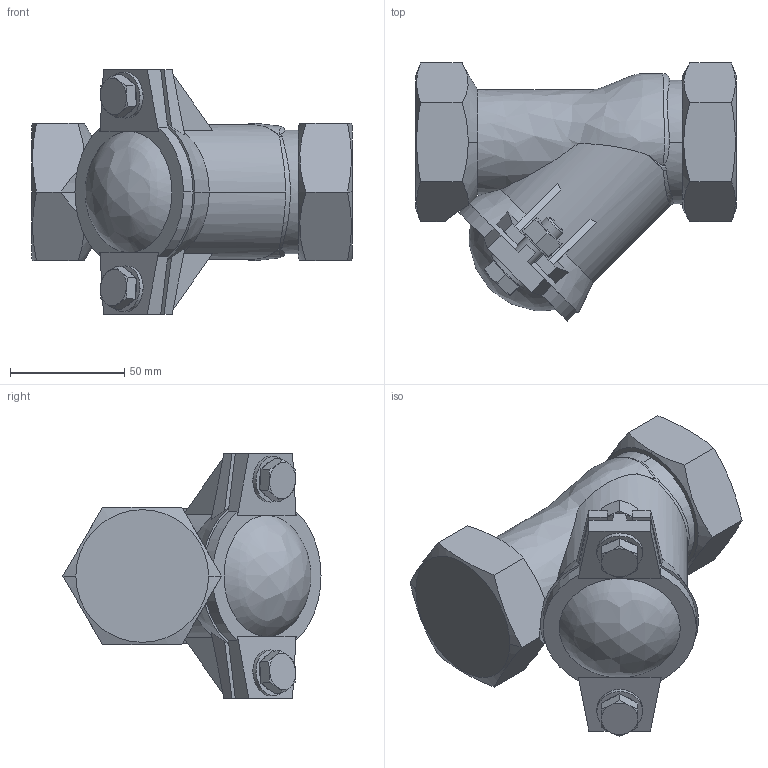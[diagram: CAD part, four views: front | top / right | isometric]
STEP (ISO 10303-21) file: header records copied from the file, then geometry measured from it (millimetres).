
FILE_DESCRIPTION (( 'STEP AP203' ), '1' );
FILE_NAME ('53032309007.STEP', '2014-06-04T08:43:25', ( '' ), ( '' ), 'SwSTEP 2.0', 'SolidWorks 2012', '' );
FILE_SCHEMA (( 'CONFIG_CONTROL_DESIGN' ));
Length unit declared in the file: millimetre
Products named in the file (1): 53032309007
Bounding box: 140 x 112.78 x 107.35 mm (x, y, z)
Volume: 521138.6 mm3; surface area: 54945.9 mm2
Topology: 1 solids, 1 shells, 224 faces, 569 edges, 346 vertices
Faces by surface type: plane 129, cylinder 41, cone 40, bspline 14
Entity records: 9264 total; most frequent: CARTESIAN_POINT 4081, ORIENTED_EDGE 1138, DIRECTION 984, EDGE_CURVE 569, AXIS2_PLACEMENT_3D 366, VERTEX_POINT 346, LINE 252, VECTOR 252
